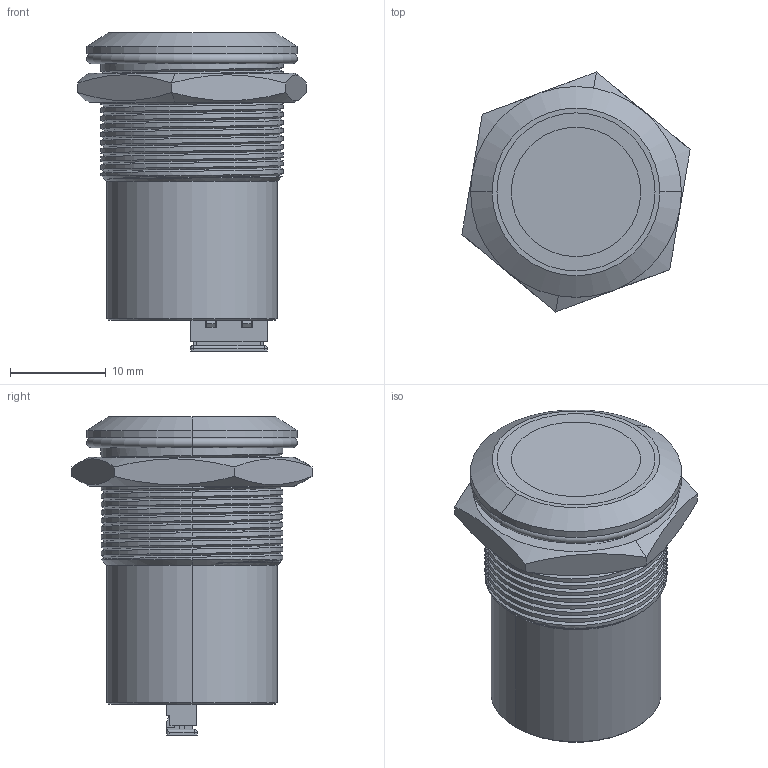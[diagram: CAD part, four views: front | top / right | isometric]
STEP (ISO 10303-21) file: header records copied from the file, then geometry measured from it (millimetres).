
FILE_DESCRIPTION (( 'STEP AP214' ), '1' );
FILE_NAME ('PB19IR_STPALL.STEP', '2023-06-08T08:55:49', ( '' ), ( '' ), 'SwSTEP 2.0', 'SolidWorks 2020', '' );
FILE_SCHEMA (( 'AUTOMOTIVE_DESIGN' ));
Length unit declared in the file: millimetre
Products named in the file (8): PRT_TC33_SUBST1; PRT_MP1305-PB19IR; PB19IR_STPALL; PRT_PP0489-RUBBER RING_COMPRESSE; RESINE^PB19IR; PRT_FP0319-NUT M19; PRT_510210500; PRT_530470560
Assembly tree (8 placements, depth 2):
  PB19IR_STPALL
    PRT_MP1305-PB19IR
    PRT_FP0319-NUT M19
    PRT_PP0489-RUBBER RING_COMPRESSE
    PRT_530470560
    PRT_510210500
    PRT_TC33_SUBST1  x2
    RESINE^PB19IR
Bounding box: 23.82 x 25.04 x 33.2 mm (x, y, z)
Volume: 8368.6 mm3; surface area: 4819.8 mm2
Topology: 12 solids, 12 shells, 818 faces, 2254 edges, 1451 vertices
Faces by surface type: plane 610, cylinder 126, torus 66, cone 10, bspline 6
Entity records: 23028 total; most frequent: CARTESIAN_POINT 6764, ORIENTED_EDGE 3446, DIRECTION 3083, EDGE_CURVE 1723, LINE 1381, VECTOR 1381, VERTEX_POINT 1105, AXIS2_PLACEMENT_3D 851
